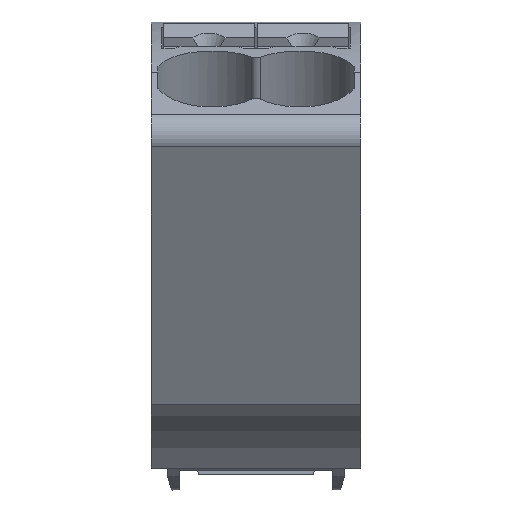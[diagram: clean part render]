
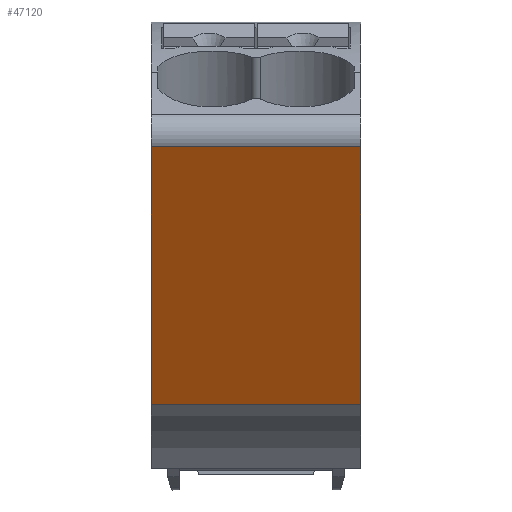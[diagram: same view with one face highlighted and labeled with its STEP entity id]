
A CAD part, front view. The second image highlights one B-rep face of the part: STEP entity #47120.
In plain terms, the highlighted face is planar.
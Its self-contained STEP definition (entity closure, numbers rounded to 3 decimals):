
#1280=CARTESIAN_POINT('',(75.22,-45.216,
61.295));
#1290=VERTEX_POINT('',#1280);
#1320=CARTESIAN_POINT('',(0.622,-107.812,
61.295));
#1330=DIRECTION('',(0.766,0.643,
0.));
#1340=VECTOR('',#1330,1.);
#1350=LINE('',#1320,#1340);
#1360=CARTESIAN_POINT('',(56.157,-61.213,
61.295));
#1370=VERTEX_POINT('',#1360);
#1380=EDGE_CURVE('',#1370,#1290,#1350,.T.);
#3110=CARTESIAN_POINT('',(56.157,-61.213,
43.795));
#3120=VERTEX_POINT('',#3110);
#3150=CARTESIAN_POINT('',(0.622,-107.812,
43.795));
#3160=DIRECTION('',(0.766,0.643,
0.));
#3170=VECTOR('',#3160,1.);
#3180=LINE('',#3150,#3170);
#3190=CARTESIAN_POINT('',(75.22,-45.216,
43.795));
#3200=VERTEX_POINT('',#3190);
#3210=EDGE_CURVE('',#3120,#3200,#3180,.T.);
#46800=CARTESIAN_POINT('',(56.157,-61.213,
52.545));
#46810=DIRECTION('',(0.,0.,-1.));
#46820=VECTOR('',#46810,1.);
#46830=LINE('',#46800,#46820);
#46840=EDGE_CURVE('',#1370,#3120,#46830,.T.);
#46960=CARTESIAN_POINT('',(66.419,-52.602,
51.682));
#46970=DIRECTION('',(-0.643,0.766,
0.));
#46980=DIRECTION('',(0.766,0.643,
0.));
#46990=AXIS2_PLACEMENT_3D('',#46960,#46970,#46980);
#47000=PLANE('',#46990);
#47010=ORIENTED_EDGE('',*,*,#3210,.T.);
#47020=ORIENTED_EDGE('',*,*,#46840,.T.);
#47030=ORIENTED_EDGE('',*,*,#1380,.F.);
#47040=CARTESIAN_POINT('',(75.22,-45.216,
106.09));
#47050=DIRECTION('',(0.,0.,-1.));
#47060=VECTOR('',#47050,1.);
#47070=LINE('',#47040,#47060);
#47080=EDGE_CURVE('',#1290,#3200,#47070,.T.);
#47090=ORIENTED_EDGE('',*,*,#47080,.F.);
#47100=EDGE_LOOP('',(#47090,#47030,#47020,#47010));
#47110=FACE_OUTER_BOUND('',#47100,.T.);
#47120=ADVANCED_FACE('',(#47110),#47000,.F.);
